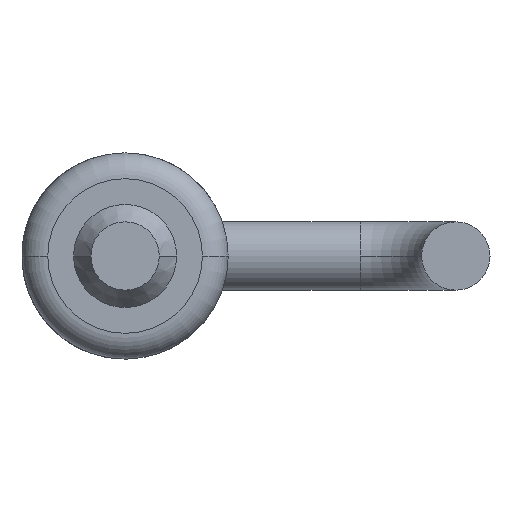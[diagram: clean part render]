
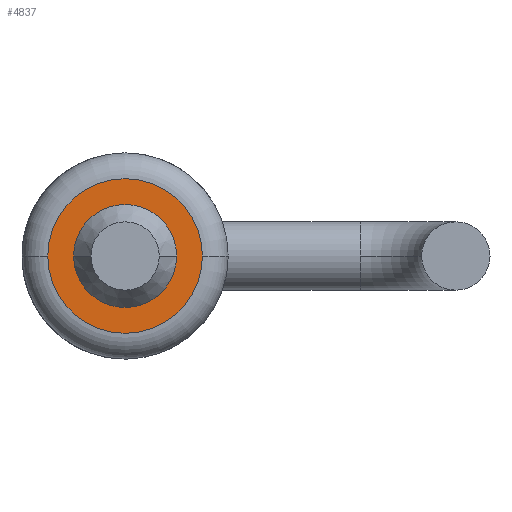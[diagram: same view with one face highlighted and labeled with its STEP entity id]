
A CAD part, front view. The second image highlights one B-rep face of the part: STEP entity #4837.
In plain terms, the highlighted planar face has unit normal (0, -1, 0).
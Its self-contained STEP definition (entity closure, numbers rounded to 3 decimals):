
#105 = EDGE_CURVE ( 'NONE', #3057, #3273, #994, .T. ) ;
#254 = CARTESIAN_POINT ( 'NONE',  ( 0., 1.3, 0. ) ) ;
#255 = AXIS2_PLACEMENT_3D ( 'NONE', #1571, #304, #3225 ) ;
#304 = DIRECTION ( 'NONE',  ( 0., -1., 0. ) ) ;
#319 = CARTESIAN_POINT ( 'NONE',  ( 0.594, 1.3, 0. ) ) ;
#464 = AXIS2_PLACEMENT_3D ( 'NONE', #4844, #1156, #2822 ) ;
#620 = AXIS2_PLACEMENT_3D ( 'NONE', #2228, #3860, #5128 ) ;
#799 = FACE_OUTER_BOUND ( 'NONE', #4188, .T. ) ;
#905 = EDGE_CURVE ( 'NONE', #5226, #4392, #5127, .T. ) ;
#994 = CIRCLE ( 'NONE', #4011, 0.594 ) ;
#1035 = ORIENTED_EDGE ( 'NONE', *, *, #105, .F. ) ;
#1053 = EDGE_LOOP ( 'NONE', ( #1591, #1035 ) ) ;
#1070 = ORIENTED_EDGE ( 'NONE', *, *, #4711, .T. ) ;
#1101 = ORIENTED_EDGE ( 'NONE', *, *, #905, .T. ) ;
#1140 = DIRECTION ( 'NONE',  ( 0., -1., 0. ) ) ;
#1146 = CARTESIAN_POINT ( 'NONE',  ( 0.891, 1.3, 0. ) ) ;
#1156 = DIRECTION ( 'NONE',  ( 0., 1., 0. ) ) ;
#1571 = CARTESIAN_POINT ( 'NONE',  ( 0., 1.3, 0. ) ) ;
#1591 = ORIENTED_EDGE ( 'NONE', *, *, #3965, .F. ) ;
#1615 = DIRECTION ( 'NONE',  ( 1., 0., 0. ) ) ;
#1695 = DIRECTION ( 'NONE',  ( 0., -1., 0. ) ) ;
#1838 = CIRCLE ( 'NONE', #620, 0.891 ) ;
#1933 = DIRECTION ( 'NONE',  ( 1., 0., 0. ) ) ;
#2228 = CARTESIAN_POINT ( 'NONE',  ( 0., 1.3, 0. ) ) ;
#2507 = PLANE ( 'NONE',  #464 ) ;
#2635 = CIRCLE ( 'NONE', #255, 0.594 ) ;
#2654 = AXIS2_PLACEMENT_3D ( 'NONE', #254, #1140, #1933 ) ;
#2822 = DIRECTION ( 'NONE',  ( -1., 0., 0. ) ) ;
#3057 = VERTEX_POINT ( 'NONE', #4351 ) ;
#3225 = DIRECTION ( 'NONE',  ( 1., 0., 0. ) ) ;
#3273 = VERTEX_POINT ( 'NONE', #319 ) ;
#3640 = FACE_BOUND ( 'NONE', #1053, .T. ) ;
#3860 = DIRECTION ( 'NONE',  ( 0., -1., 0. ) ) ;
#3965 = EDGE_CURVE ( 'NONE', #3273, #3057, #2635, .T. ) ;
#4011 = AXIS2_PLACEMENT_3D ( 'NONE', #4463, #1695, #1615 ) ;
#4188 = EDGE_LOOP ( 'NONE', ( #1101, #1070 ) ) ;
#4347 = CARTESIAN_POINT ( 'NONE',  ( -0.891, 1.3, 0. ) ) ;
#4351 = CARTESIAN_POINT ( 'NONE',  ( -0.594, 1.3, 0. ) ) ;
#4392 = VERTEX_POINT ( 'NONE', #4347 ) ;
#4463 = CARTESIAN_POINT ( 'NONE',  ( 0., 1.3, 0. ) ) ;
#4711 = EDGE_CURVE ( 'NONE', #4392, #5226, #1838, .T. ) ;
#4837 = ADVANCED_FACE ( 'NONE', ( #3640, #799 ), #2507, .F. ) ;
#4844 = CARTESIAN_POINT ( 'NONE',  ( -0.891, 1.3, 0. ) ) ;
#5127 = CIRCLE ( 'NONE', #2654, 0.891 ) ;
#5128 = DIRECTION ( 'NONE',  ( 1., 0., 0. ) ) ;
#5226 = VERTEX_POINT ( 'NONE', #1146 ) ;
